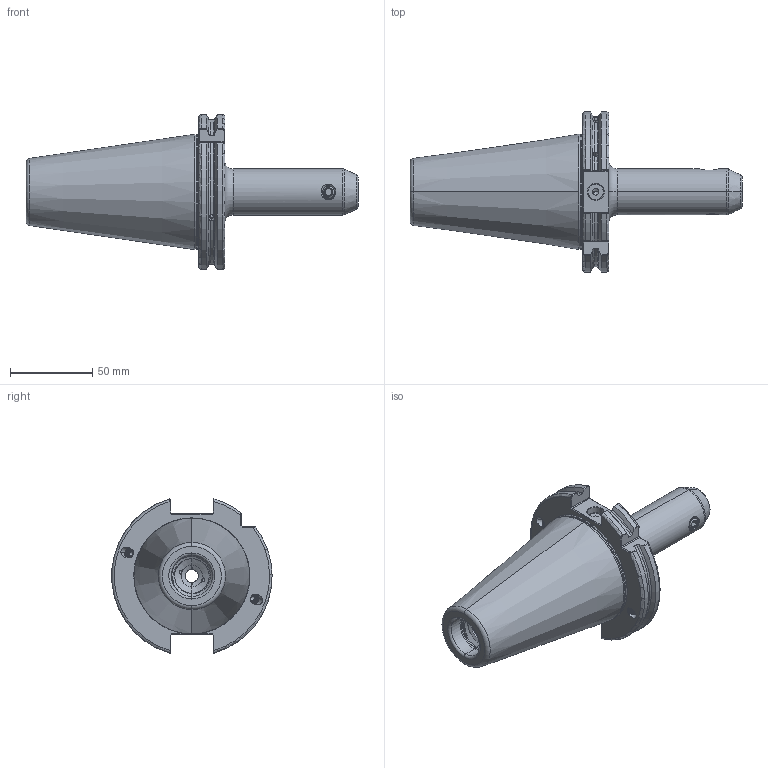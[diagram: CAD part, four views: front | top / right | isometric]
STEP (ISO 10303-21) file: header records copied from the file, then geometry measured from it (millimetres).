
FILE_DESCRIPTION (( 'STEP AP203' ), '1' );
FILE_NAME ('503.04.08.1.K.STEP', '2016-11-25T08:25:05', ( '' ), ( '' ), 'SwSTEP 2.0', 'SolidWorks 2012', '' );
FILE_SCHEMA (( 'CONFIG_CONTROL_DESIGN' ));
Length unit declared in the file: millimetre
Products named in the file (4): 503.04.08.1.K; 側固8_M8x1.25_10L; 2-02511002U1_d7.8x1.9(側固出水8)
Assembly tree (3 placements, depth 2):
  503.04.08.1.K
    503.04.08.1.K
    2-02511002U1_d7.8x1.9(側固出水8)
    側固8_M8x1.25_10L
Bounding box: 201.75 x 97.33 x 93.81 mm (x, y, z)
Volume: 360457.7 mm3; surface area: 57220.6 mm2
Topology: 3 solids, 3 shells, 373 faces, 1005 edges, 625 vertices
Faces by surface type: cylinder 148, plane 79, cone 53, torus 48, bspline 43, sphere 2
Entity records: 29416 total; most frequent: CARTESIAN_POINT 20810, ORIENTED_EDGE 1978, DIRECTION 1409, EDGE_CURVE 989, VERTEX_POINT 625, AXIS2_PLACEMENT_3D 552, EDGE_LOOP 390, FACE_OUTER_BOUND 373
